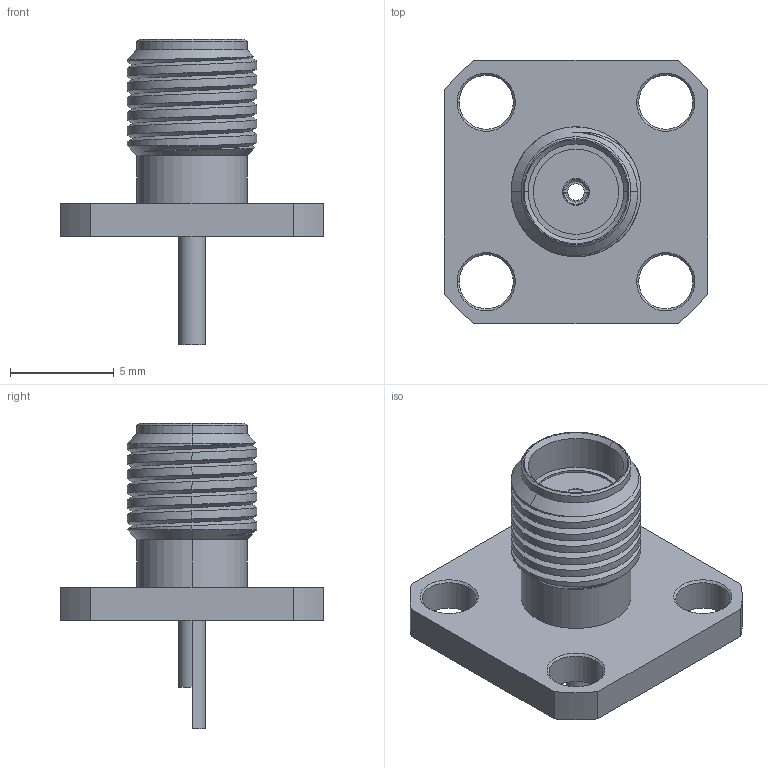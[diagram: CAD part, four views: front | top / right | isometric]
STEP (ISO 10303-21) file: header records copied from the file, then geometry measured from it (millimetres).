
FILE_DESCRIPTION (( 'STEP AP214' ), '1' );
FILE_NAME ('30-375-D3.STEP', '2024-08-12T08:23:22', ( '' ), ( '' ), 'SwSTEP 2.0', 'SolidWorks 2024', '' );
FILE_SCHEMA (( 'AUTOMOTIVE_DESIGN' ));
Length unit declared in the file: millimetre
Products named in the file (1): 30-375-D3
Bounding box: 12.7 x 12.7 x 14.7 mm (x, y, z)
Surface area: 741.4 mm2 (no closed solid volume)
Topology: 0 solids, 6 shells, 82 faces, 220 edges, 146 vertices
Faces by surface type: cylinder 42, cone 20, plane 18, bspline 2
Entity records: 3312 total; most frequent: CARTESIAN_POINT 1293, DIRECTION 425, ORIENTED_EDGE 400, EDGE_CURVE 220, AXIS2_PLACEMENT_3D 165, VERTEX_POINT 146, EDGE_LOOP 96, LINE 95
